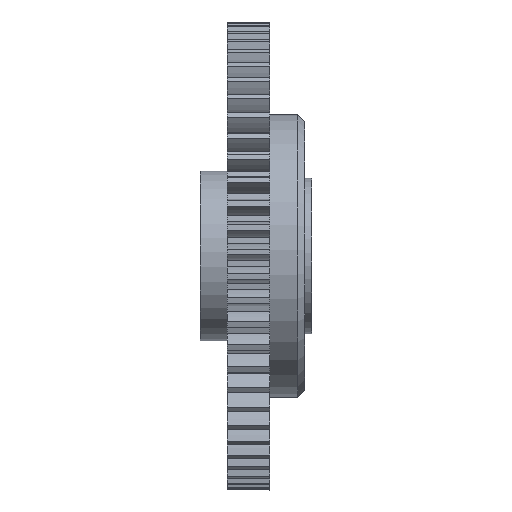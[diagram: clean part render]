
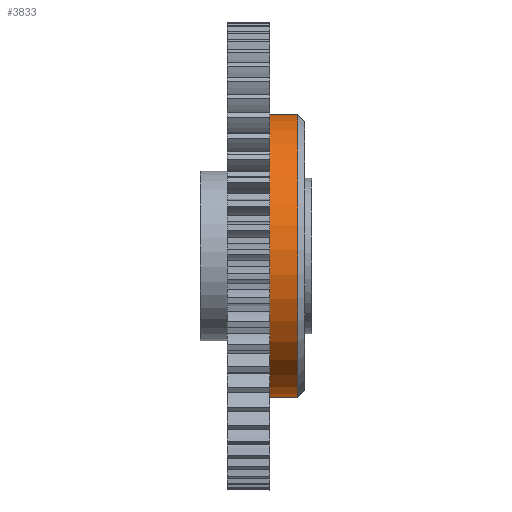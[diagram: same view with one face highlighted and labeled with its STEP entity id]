
A CAD part, left-side view. The second image highlights one B-rep face of the part: STEP entity #3833.
In plain terms, the highlighted cylindrical face has radius 63.5 mm (diameter 127 mm), a partial arc.
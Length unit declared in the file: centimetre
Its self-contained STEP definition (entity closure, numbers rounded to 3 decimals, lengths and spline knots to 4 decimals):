
#736 = DIRECTION ( 'NONE',  ( 0., 0., 1. ) ) ;
#1909 = CARTESIAN_POINT ( 'NONE',  ( 0., 112.7038, -6.35 ) ) ;
#1998 = CARTESIAN_POINT ( 'NONE',  ( 0., 112.704, 0. ) ) ;
#3202 = ORIENTED_EDGE ( 'NONE', *, *, #14035, .T. ) ;
#3809 = CARTESIAN_POINT ( 'NONE',  ( 0., 113.9658, -6.35 ) ) ;
#3833 = ADVANCED_FACE ( 'NONE', ( #15987 ), #13194, .T. ) ;
#4727 = DIRECTION ( 'NONE',  ( 0., 1., 0. ) ) ;
#4807 = CARTESIAN_POINT ( 'NONE',  ( 0., 112.7038, 0. ) ) ;
#5180 = ORIENTED_EDGE ( 'NONE', *, *, #8654, .T. ) ;
#5557 = EDGE_CURVE ( 'NONE', #8111, #14654, #14476, .T. ) ;
#6336 = EDGE_LOOP ( 'NONE', ( #11421, #5180, #3202, #7223 ) ) ;
#6554 = EDGE_CURVE ( 'NONE', #15275, #14654, #6832, .T. ) ;
#6832 = LINE ( 'NONE', #1909, #12954 ) ;
#6908 = DIRECTION ( 'NONE',  ( 0., 1., 0. ) ) ;
#7033 = VECTOR ( 'NONE', #12901, 100. ) ;
#7223 = ORIENTED_EDGE ( 'NONE', *, *, #5557, .T. ) ;
#7746 = CIRCLE ( 'NONE', #12473, 6.35 ) ;
#8111 = VERTEX_POINT ( 'NONE', #14185 ) ;
#8184 = CARTESIAN_POINT ( 'NONE',  ( 0., 113.9658, 0. ) ) ;
#8332 = CARTESIAN_POINT ( 'NONE',  ( 0., 112.704, -6.35 ) ) ;
#8654 = EDGE_CURVE ( 'NONE', #15275, #11728, #7746, .T. ) ;
#8939 = CARTESIAN_POINT ( 'NONE',  ( 0., 112.704, 6.35 ) ) ;
#9120 = LINE ( 'NONE', #14141, #7033 ) ;
#10508 = AXIS2_PLACEMENT_3D ( 'NONE', #4807, #4727, #736 ) ;
#11421 = ORIENTED_EDGE ( 'NONE', *, *, #6554, .F. ) ;
#11606 = AXIS2_PLACEMENT_3D ( 'NONE', #8184, #13280, #13359 ) ;
#11728 = VERTEX_POINT ( 'NONE', #8939 ) ;
#12016 = DIRECTION ( 'NONE',  ( 0., 0., 1. ) ) ;
#12473 = AXIS2_PLACEMENT_3D ( 'NONE', #1998, #16037, #12016 ) ;
#12901 = DIRECTION ( 'NONE',  ( 0., 1., 0. ) ) ;
#12954 = VECTOR ( 'NONE', #6908, 100. ) ;
#13194 = CYLINDRICAL_SURFACE ( 'NONE', #10508, 6.35 ) ;
#13280 = DIRECTION ( 'NONE',  ( 0., -1., 0. ) ) ;
#13359 = DIRECTION ( 'NONE',  ( 0., 0., -1. ) ) ;
#14035 = EDGE_CURVE ( 'NONE', #11728, #8111, #9120, .T. ) ;
#14141 = CARTESIAN_POINT ( 'NONE',  ( 0., 112.7038, 6.35 ) ) ;
#14185 = CARTESIAN_POINT ( 'NONE',  ( 0., 113.9658, 6.35 ) ) ;
#14476 = CIRCLE ( 'NONE', #11606, 6.35 ) ;
#14654 = VERTEX_POINT ( 'NONE', #3809 ) ;
#15275 = VERTEX_POINT ( 'NONE', #8332 ) ;
#15987 = FACE_OUTER_BOUND ( 'NONE', #6336, .T. ) ;
#16037 = DIRECTION ( 'NONE',  ( 0., 1., 0. ) ) ;
